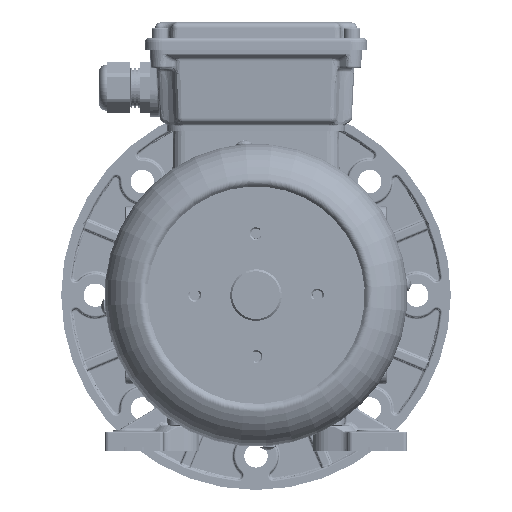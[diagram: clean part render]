
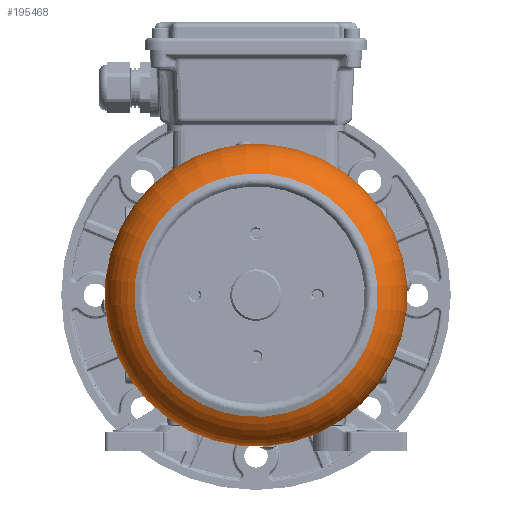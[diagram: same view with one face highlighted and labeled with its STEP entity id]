
A CAD part, left-side view. The second image highlights one B-rep face of the part: STEP entity #195468.
In plain terms, the highlighted toroidal (fillet/blend) face has major radius 53.447 mm and minor radius 24.253 mm.
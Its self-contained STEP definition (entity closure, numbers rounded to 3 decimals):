
#9916=TOROIDAL_SURFACE('',#213845,53.447,24.253);
#26083=FACE_OUTER_BOUND('',#38001,.T.);
#38001=EDGE_LOOP('',(#172522,#172523,#172524,#172525,#172526,#172527,#172528,
#172529));
#48592=CIRCLE('',#213842,62.5);
#48593=CIRCLE('',#213843,62.5);
#48594=CIRCLE('',#213844,62.5);
#48595=CIRCLE('',#213846,77.7);
#48596=CIRCLE('',#213847,77.7);
#48597=CIRCLE('',#213848,77.7);
#48598=CIRCLE('',#213849,24.253);
#89491=VERTEX_POINT('',#556323);
#89492=VERTEX_POINT('',#556324);
#89493=VERTEX_POINT('',#556326);
#89494=VERTEX_POINT('',#556331);
#89495=VERTEX_POINT('',#556332);
#89496=VERTEX_POINT('',#556334);
#117224=EDGE_CURVE('',#89491,#89492,#48592,.T.);
#117225=EDGE_CURVE('',#89493,#89491,#48593,.T.);
#117227=EDGE_CURVE('',#89492,#89493,#48594,.T.);
#117228=EDGE_CURVE('',#89494,#89495,#48595,.T.);
#117229=EDGE_CURVE('',#89496,#89494,#48596,.T.);
#117230=EDGE_CURVE('',#89495,#89496,#48597,.T.);
#117231=EDGE_CURVE('',#89495,#89492,#48598,.T.);
#172522=ORIENTED_EDGE('',*,*,#117228,.F.);
#172523=ORIENTED_EDGE('',*,*,#117229,.F.);
#172524=ORIENTED_EDGE('',*,*,#117230,.F.);
#172525=ORIENTED_EDGE('',*,*,#117231,.T.);
#172526=ORIENTED_EDGE('',*,*,#117227,.T.);
#172527=ORIENTED_EDGE('',*,*,#117225,.T.);
#172528=ORIENTED_EDGE('',*,*,#117224,.T.);
#172529=ORIENTED_EDGE('',*,*,#117231,.F.);
#195468=ADVANCED_FACE('',(#26083),#9916,.T.);
#213842=AXIS2_PLACEMENT_3D('',#556325,#261928,#261929);
#213843=AXIS2_PLACEMENT_3D('',#556327,#261930,#261931);
#213844=AXIS2_PLACEMENT_3D('',#556329,#261933,#261934);
#213845=AXIS2_PLACEMENT_3D('',#556330,#261935,#261936);
#213846=AXIS2_PLACEMENT_3D('',#556333,#261937,#261938);
#213847=AXIS2_PLACEMENT_3D('',#556335,#261939,#261940);
#213848=AXIS2_PLACEMENT_3D('',#556336,#261941,#261942);
#213849=AXIS2_PLACEMENT_3D('',#556337,#261943,#261944);
#261928=DIRECTION('center_axis',(1.,0.,0.));
#261929=DIRECTION('ref_axis',(0.,0.998,-0.07));
#261930=DIRECTION('center_axis',(1.,0.,0.));
#261931=DIRECTION('ref_axis',(0.,0.998,-0.07));
#261933=DIRECTION('center_axis',(1.,0.,0.));
#261934=DIRECTION('ref_axis',(0.,0.998,-0.07));
#261935=DIRECTION('center_axis',(1.,0.,0.));
#261936=DIRECTION('ref_axis',(0.,-0.07,-0.998));
#261937=DIRECTION('center_axis',(1.,0.,0.));
#261938=DIRECTION('ref_axis',(0.,0.998,-0.07));
#261939=DIRECTION('center_axis',(1.,0.,0.));
#261940=DIRECTION('ref_axis',(0.,0.998,-0.07));
#261941=DIRECTION('center_axis',(1.,0.,0.));
#261942=DIRECTION('ref_axis',(0.,0.998,-0.07));
#261943=DIRECTION('center_axis',(0.,-0.998,
0.07));
#261944=DIRECTION('ref_axis',(0.,0.07,0.998));
#556323=CARTESIAN_POINT('',(-152.821,64.387,-10.011));
#556324=CARTESIAN_POINT('',(-152.821,6.399,56.697));
#556325=CARTESIAN_POINT('Origin',(-152.821,2.039,-5.651));
#556326=CARTESIAN_POINT('',(-152.821,-60.309,-1.291));
#556327=CARTESIAN_POINT('Origin',(-152.821,2.039,-5.651));
#556329=CARTESIAN_POINT('Origin',(-152.821,2.039,-5.651));
#556330=CARTESIAN_POINT('Origin',(-130.321,2.039,-5.651));
#556331=CARTESIAN_POINT('',(-130.321,79.55,-11.071));
#556332=CARTESIAN_POINT('',(-130.321,7.459,71.86));
#556333=CARTESIAN_POINT('Origin',(-130.321,2.039,-5.651));
#556334=CARTESIAN_POINT('',(-130.321,-75.472,-0.231));
#556335=CARTESIAN_POINT('Origin',(-130.321,2.039,-5.651));
#556336=CARTESIAN_POINT('Origin',(-130.321,2.039,-5.651));
#556337=CARTESIAN_POINT('Origin',(-130.321,5.767,47.666));
